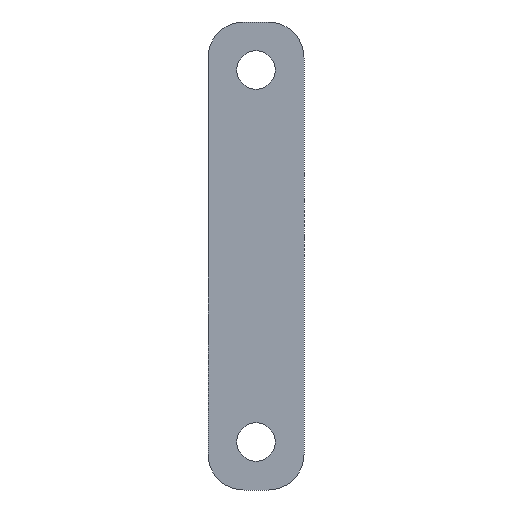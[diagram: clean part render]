
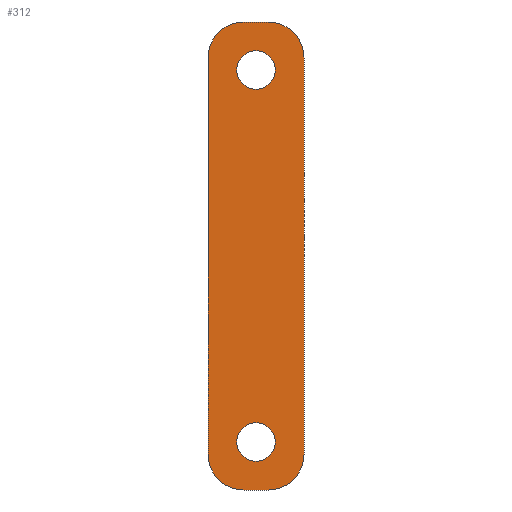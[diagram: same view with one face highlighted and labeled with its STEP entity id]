
A CAD part, front view. The second image highlights one B-rep face of the part: STEP entity #312.
In plain terms, the highlighted planar face has unit normal (0, -1, 0).
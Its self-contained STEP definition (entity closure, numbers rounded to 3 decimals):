
#17=FACE_BOUND('',#63,.T.);
#18=FACE_BOUND('',#64,.T.);
#28=PLANE('',#354);
#44=FACE_OUTER_BOUND('',#62,.T.);
#62=EDGE_LOOP('',(#281,#282,#283,#284,#285,#286,#287,#288));
#63=EDGE_LOOP('',(#289));
#64=EDGE_LOOP('',(#290));
#69=LINE('',#458,#99);
#79=LINE('',#484,#109);
#85=LINE('',#505,#115);
#94=LINE('',#528,#124);
#99=VECTOR('',#369,10.);
#109=VECTOR('',#391,10.);
#115=VECTOR('',#411,10.);
#124=VECTOR('',#440,10.);
#125=CIRCLE('',#328,3.);
#129=CIRCLE('',#335,3.);
#130=CIRCLE('',#338,3.);
#134=CIRCLE('',#345,3.);
#135=CIRCLE('',#350,1.6);
#136=CIRCLE('',#352,1.6);
#137=VERTEX_POINT('',#445);
#138=VERTEX_POINT('',#446);
#142=VERTEX_POINT('',#456);
#147=VERTEX_POINT('',#470);
#152=VERTEX_POINT('',#482);
#153=VERTEX_POINT('',#486);
#154=VERTEX_POINT('',#487);
#160=VERTEX_POINT('',#504);
#163=VERTEX_POINT('',#520);
#164=VERTEX_POINT('',#524);
#165=EDGE_CURVE('',#137,#138,#125,.T.);
#171=EDGE_CURVE('',#137,#142,#69,.T.);
#177=EDGE_CURVE('',#147,#142,#129,.T.);
#184=EDGE_CURVE('',#147,#152,#79,.T.);
#185=EDGE_CURVE('',#153,#154,#130,.T.);
#194=EDGE_CURVE('',#160,#154,#85,.T.);
#196=EDGE_CURVE('',#160,#152,#134,.T.);
#202=EDGE_CURVE('',#163,#163,#135,.T.);
#204=EDGE_CURVE('',#164,#164,#136,.T.);
#206=EDGE_CURVE('',#153,#138,#94,.T.);
#281=ORIENTED_EDGE('',*,*,#165,.F.);
#282=ORIENTED_EDGE('',*,*,#171,.T.);
#283=ORIENTED_EDGE('',*,*,#177,.F.);
#284=ORIENTED_EDGE('',*,*,#184,.T.);
#285=ORIENTED_EDGE('',*,*,#196,.F.);
#286=ORIENTED_EDGE('',*,*,#194,.T.);
#287=ORIENTED_EDGE('',*,*,#185,.F.);
#288=ORIENTED_EDGE('',*,*,#206,.T.);
#289=ORIENTED_EDGE('',*,*,#204,.T.);
#290=ORIENTED_EDGE('',*,*,#202,.T.);
#312=ADVANCED_FACE('',(#44,#17,#18),#28,.T.);
#328=AXIS2_PLACEMENT_3D('',#447,#359,#360);
#335=AXIS2_PLACEMENT_3D('',#471,#381,#382);
#338=AXIS2_PLACEMENT_3D('',#488,#394,#395);
#345=AXIS2_PLACEMENT_3D('',#508,#415,#416);
#350=AXIS2_PLACEMENT_3D('',#521,#430,#431);
#352=AXIS2_PLACEMENT_3D('',#525,#435,#436);
#354=AXIS2_PLACEMENT_3D('',#529,#441,#442);
#359=DIRECTION('center_axis',(0.,1.,0.));
#360=DIRECTION('ref_axis',(0.707,0.,0.707));
#369=DIRECTION('',(-1.,0.,0.));
#381=DIRECTION('center_axis',(0.,1.,0.));
#382=DIRECTION('ref_axis',(-0.707,0.,0.707));
#391=DIRECTION('',(0.,0.,-1.));
#394=DIRECTION('center_axis',(0.,1.,0.));
#395=DIRECTION('ref_axis',(0.707,0.,-0.707));
#411=DIRECTION('',(1.,0.,0.));
#415=DIRECTION('center_axis',(0.,1.,0.));
#416=DIRECTION('ref_axis',(-0.707,0.,-0.707));
#430=DIRECTION('center_axis',(0.,1.,0.));
#431=DIRECTION('ref_axis',(1.,0.,0.));
#435=DIRECTION('center_axis',(0.,1.,0.));
#436=DIRECTION('ref_axis',(1.,0.,0.));
#440=DIRECTION('',(0.,0.,1.));
#441=DIRECTION('center_axis',(0.,-1.,0.));
#442=DIRECTION('ref_axis',(1.,0.,0.));
#445=CARTESIAN_POINT('',(-27.5,-7.,9.5));
#446=CARTESIAN_POINT('',(-24.5,-7.,6.5));
#447=CARTESIAN_POINT('Origin',(-27.5,-7.,6.5));
#456=CARTESIAN_POINT('',(-29.5,-7.,9.5));
#458=CARTESIAN_POINT('',(-32.5,-7.,9.5));
#470=CARTESIAN_POINT('',(-32.5,-7.,6.5));
#471=CARTESIAN_POINT('Origin',(-29.5,-7.,6.5));
#482=CARTESIAN_POINT('',(-32.5,-7.,-26.5));
#484=CARTESIAN_POINT('',(-32.5,-7.,-29.5));
#486=CARTESIAN_POINT('',(-24.5,-7.,-26.5));
#487=CARTESIAN_POINT('',(-27.5,-7.,-29.5));
#488=CARTESIAN_POINT('Origin',(-27.5,-7.,-26.5));
#504=CARTESIAN_POINT('',(-29.5,-7.,-29.5));
#505=CARTESIAN_POINT('',(-24.5,-7.,-29.5));
#508=CARTESIAN_POINT('Origin',(-29.5,-7.,-26.5));
#520=CARTESIAN_POINT('',(-30.1,-7.,5.5));
#521=CARTESIAN_POINT('Origin',(-28.5,-7.,5.5));
#524=CARTESIAN_POINT('',(-30.1,-7.,-25.5));
#525=CARTESIAN_POINT('Origin',(-28.5,-7.,-25.5));
#528=CARTESIAN_POINT('',(-24.5,-7.,9.5));
#529=CARTESIAN_POINT('Origin',(-28.5,-7.,-10.));
